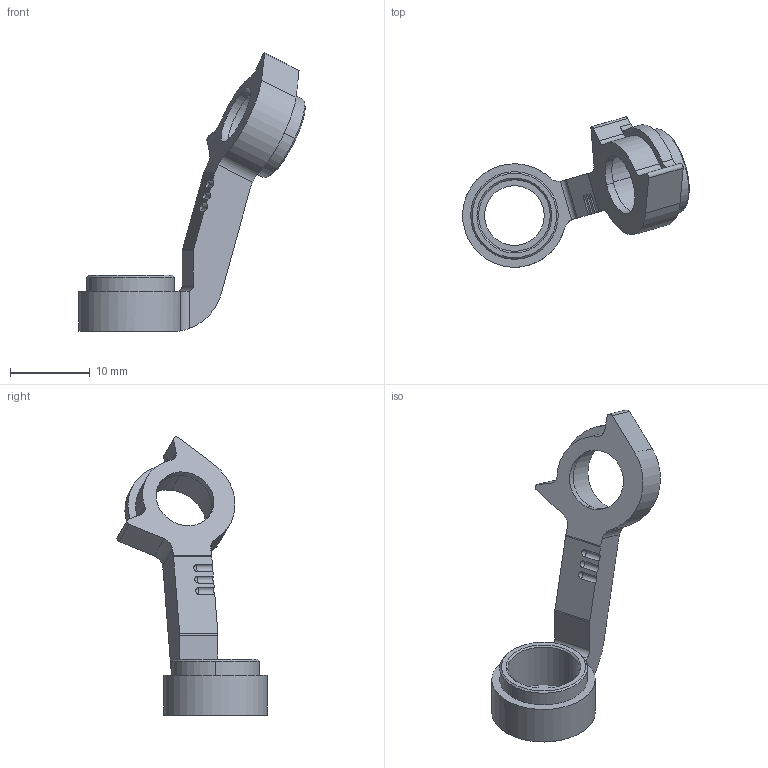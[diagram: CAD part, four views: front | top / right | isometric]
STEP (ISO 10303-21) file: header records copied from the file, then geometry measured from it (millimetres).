
FILE_DESCRIPTION((''),'2;1');
FILE_NAME('IC_021_P_189','2025-03-20T09:25:44',('lprotopapa'),(''),'CREO PARAMETRIC BY PTC INC, 2024094','CREO PARAMETRIC BY PTC INC, 2024094','');
FILE_SCHEMA(('CONFIG_CONTROL_DESIGN'));
Length unit declared in the file: millimetre
Products named in the file (1): IC_021_P_189
Bounding box: 28.44 x 18.85 x 34.96 mm (x, y, z)
Volume: 1326.7 mm3; surface area: 1658.9 mm2
Topology: 1 solids, 1 shells, 63 faces, 169 edges, 109 vertices
Faces by surface type: cylinder 34, plane 18, cone 8, sphere 3
Entity records: 2044 total; most frequent: CARTESIAN_POINT 368, DIRECTION 366, ORIENTED_EDGE 332, EDGE_CURVE 166, AXIS2_PLACEMENT_3D 143, VERTEX_POINT 109, VECTOR 80, LINE 80
